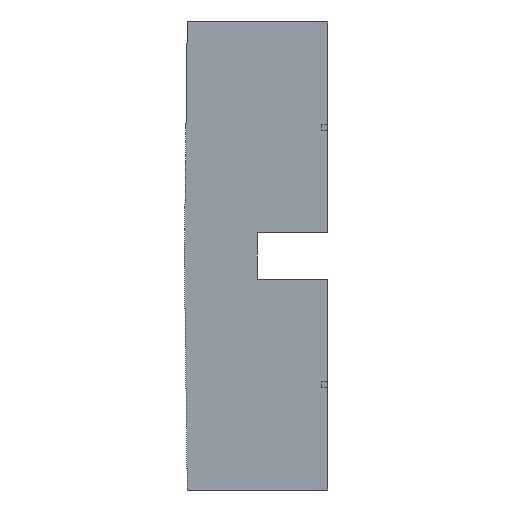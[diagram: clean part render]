
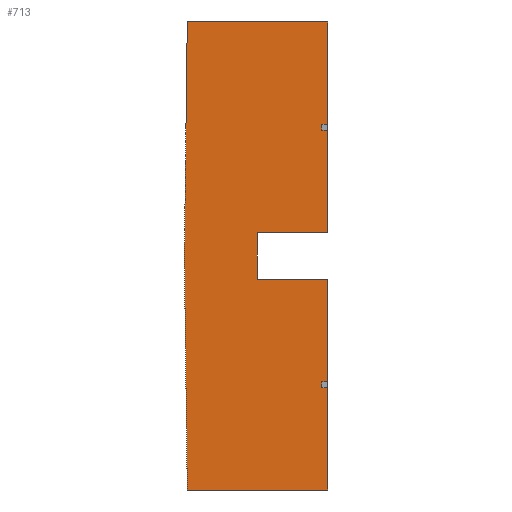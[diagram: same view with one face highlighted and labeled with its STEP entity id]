
A CAD part, left-side view. The second image highlights one B-rep face of the part: STEP entity #713.
In plain terms, the highlighted planar face has unit normal (-1, 0, 0).
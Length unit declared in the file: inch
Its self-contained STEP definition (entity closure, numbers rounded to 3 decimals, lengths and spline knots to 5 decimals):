
#47=FACE_OUTER_BOUND('',#82,.T.);
#82=EDGE_LOOP('',(#621,#622,#623,#624,#625,#626,#627,#628,#629,#630,#631,
#632,#633,#634,#635,#636,#637));
#87=LINE('',#944,#186);
#90=LINE('',#950,#189);
#103=LINE('',#977,#202);
#108=LINE('',#987,#207);
#124=LINE('',#1019,#223);
#137=LINE('',#1046,#236);
#142=LINE('',#1056,#241);
#158=LINE('',#1088,#257);
#160=LINE('',#1092,#259);
#165=LINE('',#1101,#264);
#166=LINE('',#1104,#265);
#171=LINE('',#1113,#270);
#177=LINE('',#1124,#276);
#179=LINE('',#1128,#278);
#181=LINE('',#1131,#280);
#182=LINE('',#1133,#281);
#183=LINE('',#1134,#282);
#186=VECTOR('',#771,0.3937);
#189=VECTOR('',#776,0.3937);
#202=VECTOR('',#797,0.3937);
#207=VECTOR('',#804,0.3937);
#223=VECTOR('',#832,0.3937);
#236=VECTOR('',#853,0.3937);
#241=VECTOR('',#860,0.3937);
#257=VECTOR('',#888,0.3937);
#259=VECTOR('',#892,0.3937);
#264=VECTOR('',#899,0.3937);
#265=VECTOR('',#902,0.3937);
#270=VECTOR('',#909,0.3937);
#276=VECTOR('',#919,0.3937);
#278=VECTOR('',#923,0.3937);
#280=VECTOR('',#927,0.3937);
#281=VECTOR('',#930,0.3937);
#282=VECTOR('',#931,0.3937);
#285=VERTEX_POINT('',#941);
#286=VERTEX_POINT('',#943);
#288=VERTEX_POINT('',#949);
#297=VERTEX_POINT('',#974);
#298=VERTEX_POINT('',#976);
#300=VERTEX_POINT('',#981);
#302=VERTEX_POINT('',#985);
#321=VERTEX_POINT('',#1043);
#322=VERTEX_POINT('',#1045);
#324=VERTEX_POINT('',#1050);
#326=VERTEX_POINT('',#1054);
#337=VERTEX_POINT('',#1091);
#340=VERTEX_POINT('',#1099);
#341=VERTEX_POINT('',#1103);
#344=VERTEX_POINT('',#1111);
#347=VERTEX_POINT('',#1123);
#348=VERTEX_POINT('',#1127);
#351=EDGE_CURVE('',#285,#286,#87,.T.);
#354=EDGE_CURVE('',#286,#288,#90,.T.);
#367=EDGE_CURVE('',#298,#297,#103,.T.);
#372=EDGE_CURVE('',#300,#302,#108,.T.);
#388=EDGE_CURVE('',#302,#298,#124,.T.);
#401=EDGE_CURVE('',#322,#321,#137,.T.);
#406=EDGE_CURVE('',#324,#326,#142,.T.);
#422=EDGE_CURVE('',#326,#322,#158,.T.);
#424=EDGE_CURVE('',#300,#337,#160,.T.);
#429=EDGE_CURVE('',#340,#297,#165,.T.);
#430=EDGE_CURVE('',#324,#341,#166,.T.);
#435=EDGE_CURVE('',#344,#321,#171,.T.);
#441=EDGE_CURVE('',#347,#337,#177,.T.);
#443=EDGE_CURVE('',#348,#347,#179,.T.);
#445=EDGE_CURVE('',#344,#348,#181,.T.);
#446=EDGE_CURVE('',#288,#340,#182,.T.);
#447=EDGE_CURVE('',#341,#285,#183,.T.);
#621=ORIENTED_EDGE('',*,*,#367,.T.);
#622=ORIENTED_EDGE('',*,*,#429,.F.);
#623=ORIENTED_EDGE('',*,*,#446,.F.);
#624=ORIENTED_EDGE('',*,*,#354,.F.);
#625=ORIENTED_EDGE('',*,*,#351,.F.);
#626=ORIENTED_EDGE('',*,*,#447,.F.);
#627=ORIENTED_EDGE('',*,*,#430,.F.);
#628=ORIENTED_EDGE('',*,*,#406,.T.);
#629=ORIENTED_EDGE('',*,*,#422,.T.);
#630=ORIENTED_EDGE('',*,*,#401,.T.);
#631=ORIENTED_EDGE('',*,*,#435,.F.);
#632=ORIENTED_EDGE('',*,*,#445,.T.);
#633=ORIENTED_EDGE('',*,*,#443,.T.);
#634=ORIENTED_EDGE('',*,*,#441,.T.);
#635=ORIENTED_EDGE('',*,*,#424,.F.);
#636=ORIENTED_EDGE('',*,*,#372,.T.);
#637=ORIENTED_EDGE('',*,*,#388,.T.);
#678=PLANE('',#762);
#713=ADVANCED_FACE('',(#47),#678,.T.);
#762=AXIS2_PLACEMENT_3D('',#1132,#928,#929);
#771=DIRECTION('',(0.,0.012,1.));
#776=DIRECTION('',(0.,-0.012,1.));
#797=DIRECTION('',(0.,-1.,0.));
#804=DIRECTION('',(0.,1.,0.));
#832=DIRECTION('',(0.,0.,1.));
#853=DIRECTION('',(0.,-1.,0.));
#860=DIRECTION('',(0.,1.,0.));
#888=DIRECTION('',(0.,0.,1.));
#892=DIRECTION('',(0.,0.,-1.));
#899=DIRECTION('',(0.,0.,-1.));
#902=DIRECTION('',(0.,0.,-1.));
#909=DIRECTION('',(0.,0.,-1.));
#919=DIRECTION('',(0.,-1.,0.));
#923=DIRECTION('',(0.,0.,1.));
#927=DIRECTION('',(0.,1.,0.));
#928=DIRECTION('center_axis',(-1.,0.,0.));
#929=DIRECTION('ref_axis',(0.,1.,0.));
#930=DIRECTION('',(0.,-1.,0.));
#931=DIRECTION('',(0.,1.,0.));
#941=CARTESIAN_POINT('',(57.,146.,-20.));
#943=CARTESIAN_POINT('',(57.,146.125,-10.));
#944=CARTESIAN_POINT('',(57.,146.,-20.));
#949=CARTESIAN_POINT('',(57.,146.,0.));
#950=CARTESIAN_POINT('',(57.,146.125,-10.));
#974=CARTESIAN_POINT('',(57.,140.,-4.375));
#976=CARTESIAN_POINT('',(57.,140.25,-4.375));
#977=CARTESIAN_POINT('',(57.,140.,-4.375));
#981=CARTESIAN_POINT('',(57.,140.,-4.625));
#985=CARTESIAN_POINT('',(57.,140.25,-4.625));
#987=CARTESIAN_POINT('',(57.,140.,-4.625));
#1019=CARTESIAN_POINT('',(57.,140.25,-3.25));
#1043=CARTESIAN_POINT('',(57.,140.,-15.375));
#1045=CARTESIAN_POINT('',(57.,140.25,-15.375));
#1046=CARTESIAN_POINT('',(57.,140.,-15.375));
#1050=CARTESIAN_POINT('',(57.,140.,-15.625));
#1054=CARTESIAN_POINT('',(57.,140.25,-15.625));
#1056=CARTESIAN_POINT('',(57.,140.,-15.625));
#1088=CARTESIAN_POINT('',(57.,140.25,-10.75));
#1091=CARTESIAN_POINT('',(57.,140.,-9.));
#1092=CARTESIAN_POINT('',(57.,140.,-4.));
#1099=CARTESIAN_POINT('',(57.,140.,0.));
#1101=CARTESIAN_POINT('',(57.,140.,-4.));
#1103=CARTESIAN_POINT('',(57.,140.,-20.));
#1104=CARTESIAN_POINT('',(57.,140.,-4.));
#1111=CARTESIAN_POINT('',(57.,140.,-11.));
#1113=CARTESIAN_POINT('',(57.,140.,-4.));
#1123=CARTESIAN_POINT('',(57.,143.,-9.));
#1124=CARTESIAN_POINT('',(57.,141.5,-9.));
#1127=CARTESIAN_POINT('',(57.,143.,-11.));
#1128=CARTESIAN_POINT('',(57.,143.,-7.5));
#1131=CARTESIAN_POINT('',(57.,140.,-11.));
#1132=CARTESIAN_POINT('Origin',(57.,140.,-4.));
#1133=CARTESIAN_POINT('',(57.,141.5,0.));
#1134=CARTESIAN_POINT('',(57.,141.5,-20.));
